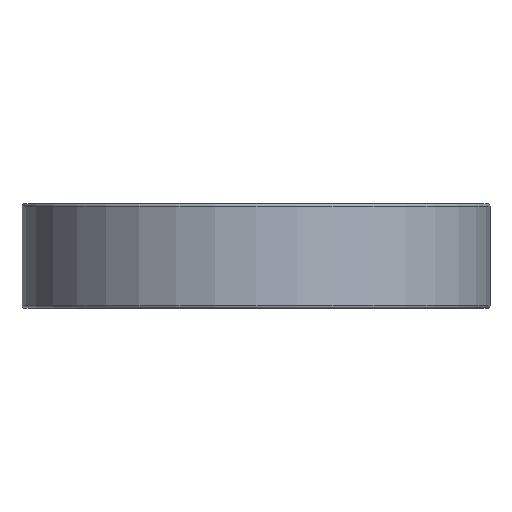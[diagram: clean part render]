
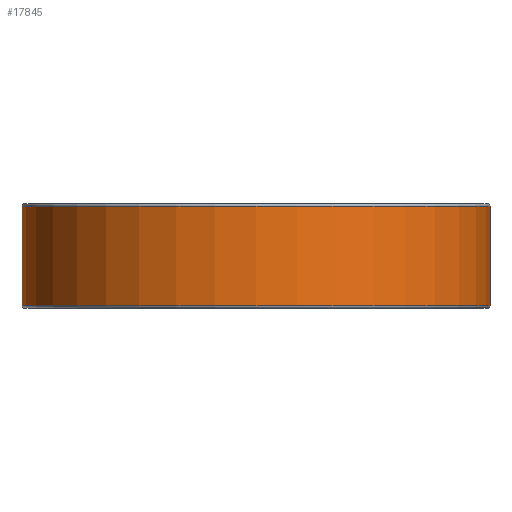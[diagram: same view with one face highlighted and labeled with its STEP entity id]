
A CAD part, front view. The second image highlights one B-rep face of the part: STEP entity #17845.
In plain terms, the highlighted cylindrical face has radius 28 mm (diameter 56 mm), a partial arc.
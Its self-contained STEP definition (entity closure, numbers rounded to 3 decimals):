
#3 = EDGE_CURVE ( 'NONE', #18758, #14760, #2763, .T. ) ;
#157 = LINE ( 'NONE', #17226, #1385 ) ;
#1200 = CARTESIAN_POINT ( 'NONE',  ( -50.396, 8.073, -5.95 ) ) ;
#1385 = VECTOR ( 'NONE', #11584, 1000. ) ;
#1688 = EDGE_CURVE ( 'NONE', #11973, #14422, #7175, .T. ) ;
#2459 = ORIENTED_EDGE ( 'NONE', *, *, #1688, .T. ) ;
#2763 = CIRCLE ( 'NONE', #8377, 28. ) ;
#2852 = LINE ( 'NONE', #12855, #8849 ) ;
#3336 = DIRECTION ( 'NONE',  ( 0., 0., -1. ) ) ;
#3528 = AXIS2_PLACEMENT_3D ( 'NONE', #13203, #3686, #9080 ) ;
#3686 = DIRECTION ( 'NONE',  ( 0., 0., -1. ) ) ;
#5397 = CARTESIAN_POINT ( 'NONE',  ( 5.604, 8.073, -5.95 ) ) ;
#5773 = DIRECTION ( 'NONE',  ( 0., 0., 1. ) ) ;
#5798 = CARTESIAN_POINT ( 'NONE',  ( -22.396, 8.073, 5.95 ) ) ;
#5898 = CARTESIAN_POINT ( 'NONE',  ( -22.396, 8.073, -5.95 ) ) ;
#7175 = CIRCLE ( 'NONE', #10381, 28. ) ;
#8377 = AXIS2_PLACEMENT_3D ( 'NONE', #5798, #24477, #15201 ) ;
#8849 = VECTOR ( 'NONE', #3336, 1000. ) ;
#9080 = DIRECTION ( 'NONE',  ( -1., 0., 0. ) ) ;
#9172 = EDGE_CURVE ( 'NONE', #14760, #11973, #2852, .T. ) ;
#10075 = CARTESIAN_POINT ( 'NONE',  ( 5.604, 8.073, 5.95 ) ) ;
#10381 = AXIS2_PLACEMENT_3D ( 'NONE', #5898, #5773, #15293 ) ;
#11584 = DIRECTION ( 'NONE',  ( 0., 0., -1. ) ) ;
#11973 = VERTEX_POINT ( 'NONE', #1200 ) ;
#12098 = EDGE_CURVE ( 'NONE', #18758, #14422, #157, .T. ) ;
#12855 = CARTESIAN_POINT ( 'NONE',  ( -50.396, 8.073, -6.25 ) ) ;
#12960 = CYLINDRICAL_SURFACE ( 'NONE', #3528, 28. ) ;
#13203 = CARTESIAN_POINT ( 'NONE',  ( -22.396, 8.073, -6.25 ) ) ;
#14034 = ORIENTED_EDGE ( 'NONE', *, *, #9172, .T. ) ;
#14422 = VERTEX_POINT ( 'NONE', #5397 ) ;
#14760 = VERTEX_POINT ( 'NONE', #22148 ) ;
#15201 = DIRECTION ( 'NONE',  ( 1., 0., 0. ) ) ;
#15293 = DIRECTION ( 'NONE',  ( -1., 0., 0. ) ) ;
#17226 = CARTESIAN_POINT ( 'NONE',  ( 5.604, 8.073, -6.25 ) ) ;
#17845 = ADVANCED_FACE ( 'NONE', ( #18980 ), #12960, .T. ) ;
#18758 = VERTEX_POINT ( 'NONE', #10075 ) ;
#18980 = FACE_OUTER_BOUND ( 'NONE', #24009, .T. ) ;
#20476 = ORIENTED_EDGE ( 'NONE', *, *, #3, .T. ) ;
#21595 = ORIENTED_EDGE ( 'NONE', *, *, #12098, .F. ) ;
#22148 = CARTESIAN_POINT ( 'NONE',  ( -50.396, 8.073, 5.95 ) ) ;
#24009 = EDGE_LOOP ( 'NONE', ( #21595, #20476, #14034, #2459 ) ) ;
#24477 = DIRECTION ( 'NONE',  ( 0., 0., -1. ) ) ;
